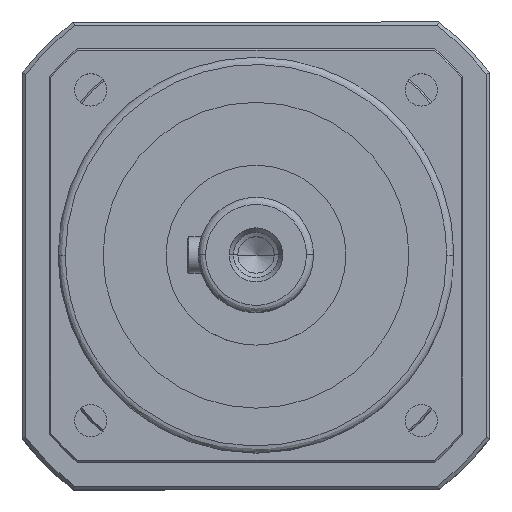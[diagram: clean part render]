
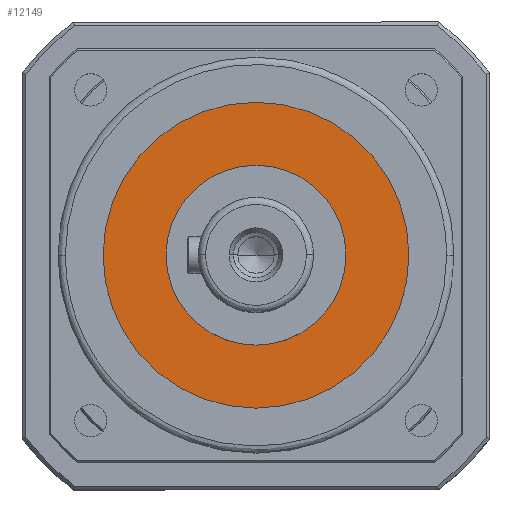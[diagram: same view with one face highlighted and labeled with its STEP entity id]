
A CAD part, top view. The second image highlights one B-rep face of the part: STEP entity #12149.
In plain terms, the highlighted planar face has unit normal (0, 0, 1).
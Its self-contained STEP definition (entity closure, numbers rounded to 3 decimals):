
#61 = DIRECTION ( 'NONE',  ( -1., 0., 0. ) ) ;
#98 = DIRECTION ( 'NONE',  ( 0., 0., 1. ) ) ;
#112 = DIRECTION ( 'NONE',  ( 0., 0., 1. ) ) ;
#132 = CARTESIAN_POINT ( 'NONE',  ( 0., 0., 159.99 ) ) ;
#554 = AXIS2_PLACEMENT_3D ( 'NONE', #4420, #4405, #4361 ) ;
#901 = CARTESIAN_POINT ( 'NONE',  ( -42.5, 0., 159.99 ) ) ;
#1268 = ORIENTED_EDGE ( 'NONE', *, *, #3132, .T. ) ;
#1658 = EDGE_LOOP ( 'NONE', ( #5670, #1268 ) ) ;
#1947 = CIRCLE ( 'NONE', #15113, 42.5 ) ;
#2355 = DIRECTION ( 'NONE',  ( 0., 0., 1. ) ) ;
#2545 = EDGE_CURVE ( 'NONE', #7003, #3974, #1947, .T. ) ;
#2549 = CIRCLE ( 'NONE', #554, 25. ) ;
#2596 = VERTEX_POINT ( 'NONE', #13929 ) ;
#3132 = EDGE_CURVE ( 'NONE', #14736, #2596, #5912, .T. ) ;
#3283 = CARTESIAN_POINT ( 'NONE',  ( 0., 0., 159.99 ) ) ;
#3845 = FACE_OUTER_BOUND ( 'NONE', #5494, .T. ) ;
#3974 = VERTEX_POINT ( 'NONE', #901 ) ;
#4177 = DIRECTION ( 'NONE',  ( -1., 0., 0. ) ) ;
#4244 = DIRECTION ( 'NONE',  ( 0., 0., -1. ) ) ;
#4361 = DIRECTION ( 'NONE',  ( -1., 0., 0. ) ) ;
#4405 = DIRECTION ( 'NONE',  ( 0., 0., -1. ) ) ;
#4420 = CARTESIAN_POINT ( 'NONE',  ( 0., 0., 159.99 ) ) ;
#4566 = CARTESIAN_POINT ( 'NONE',  ( 25., 0., 159.99 ) ) ;
#5494 = EDGE_LOOP ( 'NONE', ( #10366, #14120 ) ) ;
#5583 = EDGE_CURVE ( 'NONE', #2596, #14736, #2549, .T. ) ;
#5670 = ORIENTED_EDGE ( 'NONE', *, *, #5583, .T. ) ;
#5889 = EDGE_CURVE ( 'NONE', #3974, #7003, #14553, .T. ) ;
#5912 = CIRCLE ( 'NONE', #6810, 25. ) ;
#6810 = AXIS2_PLACEMENT_3D ( 'NONE', #7339, #4244, #4177 ) ;
#7003 = VERTEX_POINT ( 'NONE', #11472 ) ;
#7339 = CARTESIAN_POINT ( 'NONE',  ( 0., 0., 159.99 ) ) ;
#7788 = DIRECTION ( 'NONE',  ( -1., 0., 0. ) ) ;
#8015 = AXIS2_PLACEMENT_3D ( 'NONE', #132, #112, #61 ) ;
#9299 = PLANE ( 'NONE',  #13369 ) ;
#9351 = CARTESIAN_POINT ( 'NONE',  ( 0., 0., 159.99 ) ) ;
#10366 = ORIENTED_EDGE ( 'NONE', *, *, #5889, .T. ) ;
#10496 = DIRECTION ( 'NONE',  ( 1., 0., 0. ) ) ;
#11472 = CARTESIAN_POINT ( 'NONE',  ( 42.5, 0., 159.99 ) ) ;
#12149 = ADVANCED_FACE ( 'NONE', ( #3845, #13094 ), #9299, .T. ) ;
#13094 = FACE_BOUND ( 'NONE', #1658, .T. ) ;
#13369 = AXIS2_PLACEMENT_3D ( 'NONE', #9351, #2355, #10496 ) ;
#13929 = CARTESIAN_POINT ( 'NONE',  ( -25., 0., 159.99 ) ) ;
#14120 = ORIENTED_EDGE ( 'NONE', *, *, #2545, .T. ) ;
#14553 = CIRCLE ( 'NONE', #8015, 42.5 ) ;
#14736 = VERTEX_POINT ( 'NONE', #4566 ) ;
#15113 = AXIS2_PLACEMENT_3D ( 'NONE', #3283, #98, #7788 ) ;
